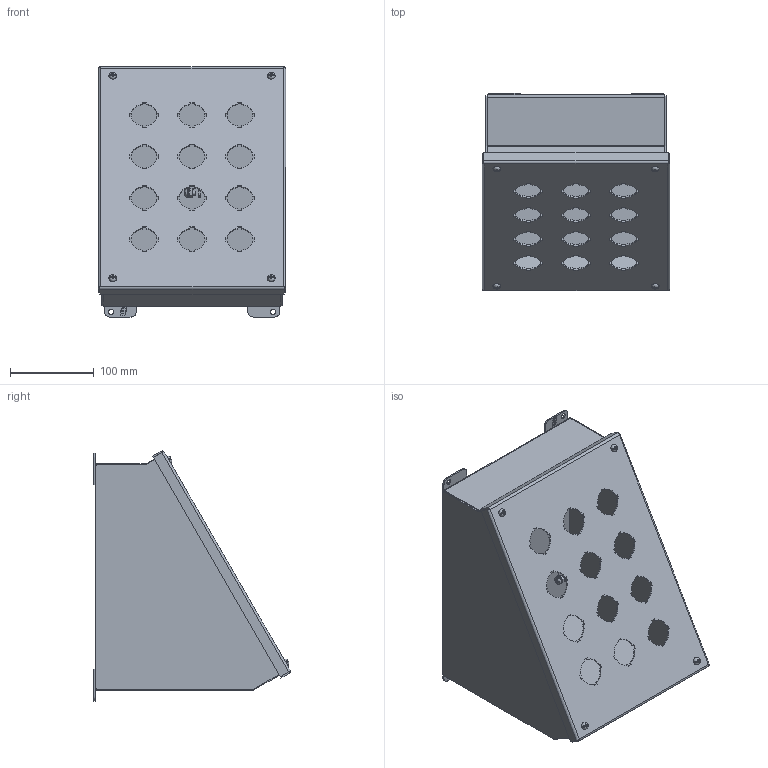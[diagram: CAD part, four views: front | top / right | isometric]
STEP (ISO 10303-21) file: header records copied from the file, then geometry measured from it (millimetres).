
FILE_DESCRIPTION (( 'STEP AP203' ), '1' );
FILE_NAME ('1490J12_Default.step', '2019-11-12T20:30:14', ( '' ), ( '' ), 'SwSTEP 2.0', 'SolidWorks 2019', '' );
FILE_SCHEMA (( 'CONFIG_CONTROL_DESIGN' ));
Length unit declared in the file: inch
Products named in the file (1): 1490J12_Default
Bounding box: 223.82 x 235.15 x 298.85 mm (x, y, z)
Volume: 605633.9 mm3; surface area: 642740.1 mm2
Topology: 30 solids, 30 shells, 1031 faces, 2751 edges, 1809 vertices
Faces by surface type: plane 702, cylinder 281, cone 28, bspline 10, torus 10
Entity records: 32797 total; most frequent: CARTESIAN_POINT 6585, ORIENTED_EDGE 5498, DIRECTION 5328, EDGE_CURVE 2749, VECTOR 1980, LINE 1980, VERTEX_POINT 1809, AXIS2_PLACEMENT_3D 1674
